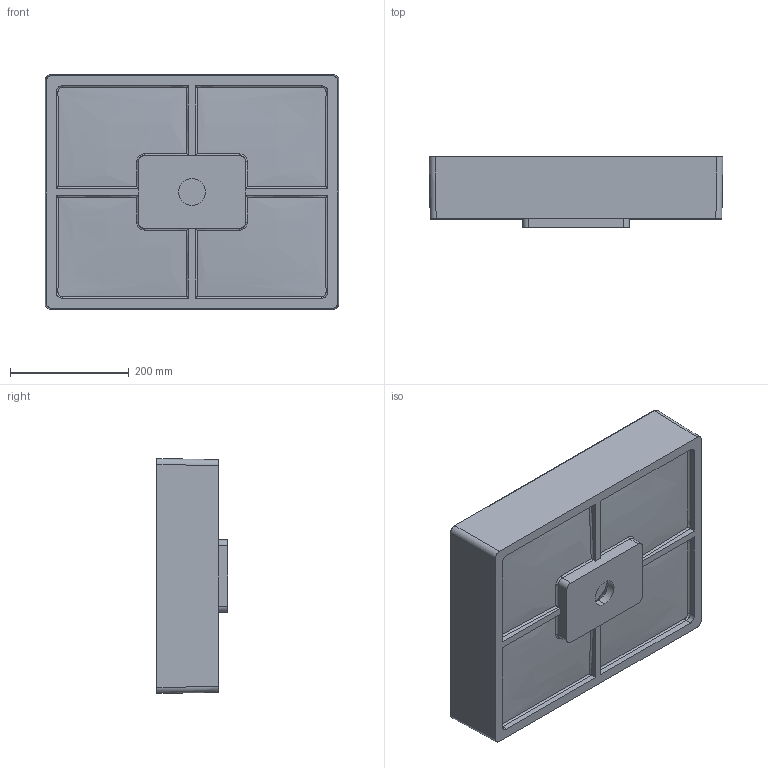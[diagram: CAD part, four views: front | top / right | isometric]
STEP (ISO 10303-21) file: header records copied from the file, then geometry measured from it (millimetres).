
FILE_DESCRIPTION (( 'STEP AP214' ), '1' );
FILE_NAME ('Capri.STEP', '2019-12-04T11:29:46', ( '' ), ( '' ), 'SwSTEP 2.0', 'SolidWorks 2018', '' );
FILE_SCHEMA (( 'AUTOMOTIVE_DESIGN' ));
Length unit declared in the file: millimetre
Products named in the file (1): Capri
Bounding box: 493.96 x 120 x 394.96 mm (x, y, z)
Volume: 6450349 mm3; surface area: 755501.5 mm2
Topology: 1 solids, 1 shells, 210 faces, 519 edges, 296 vertices
Faces by surface type: cylinder 64, bspline 61, plane 53, sphere 18, torus 12, cone 2
Entity records: 12398 total; most frequent: CARTESIAN_POINT 7983, ORIENTED_EDGE 1010, DIRECTION 800, EDGE_CURVE 505, AXIS2_PLACEMENT_3D 301, VERTEX_POINT 296, EDGE_LOOP 215, ADVANCED_FACE 210
